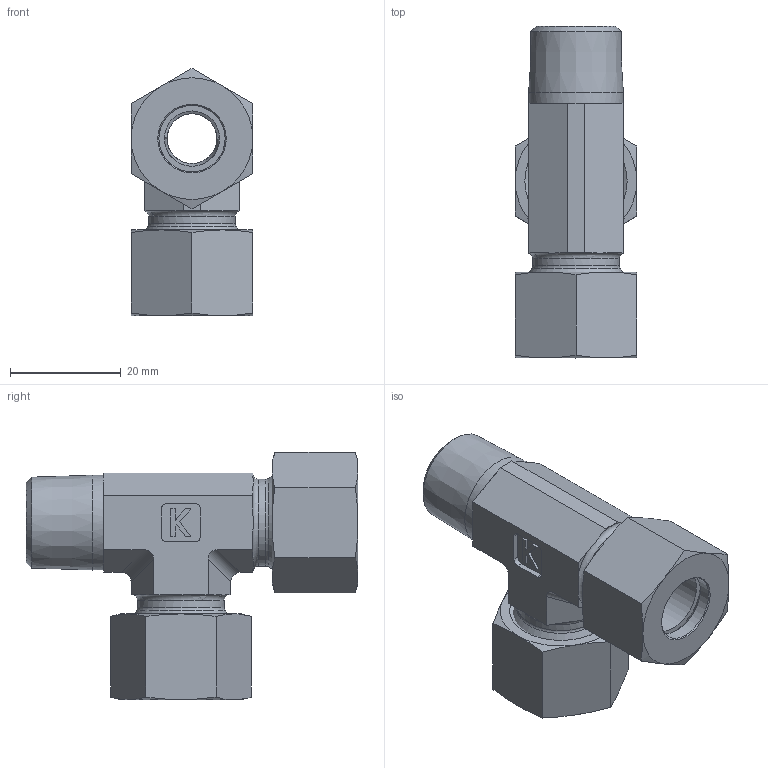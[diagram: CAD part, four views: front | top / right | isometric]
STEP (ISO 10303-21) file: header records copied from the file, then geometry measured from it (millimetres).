
FILE_DESCRIPTION((''),'2;1');
FILE_NAME('2513123818.stp','2014-08-25T11:03:30',(''),('KNOMI spol. s r. o.'),'Autodesk Inventor 2012','Autodesk Inventor 2012','');
FILE_SCHEMA(('AUTOMOTIVE_DESIGN { 1 2 10303 214 0 1 1 1 }'));
Length unit declared in the file: millimetre
Products named in the file (4): TBCR2K 12LRkuž; 40112; 3911218; 2512123818
Assembly tree (5 placements, depth 2):
  TBCR2K 12LRkuž
    40112  x2
    3911218  x2
    2512123818
Bounding box: 22 x 60 x 44.7 mm (x, y, z)
Volume: 18543.1 mm3; surface area: 13040.6 mm2
Topology: 5 solids, 5 shells, 170 faces, 409 edges, 252 vertices
Faces by surface type: plane 84, cone 50, cylinder 30, torus 6
Full cylindrical faces by diameter (mm): 9 x1, 10 x2, 12 x6, 14.3 x2, 15.7 x2, 16 x2, 16.376 x2, 17.131 x1, 18 x2
Entity records: 4038 total; most frequent: CARTESIAN_POINT 815, DIRECTION 638, ORIENTED_EDGE 570, EDGE_CURVE 285, AXIS2_PLACEMENT_3D 250, VERTEX_POINT 195, EDGE_LOOP 182, STYLED_ITEM 138
